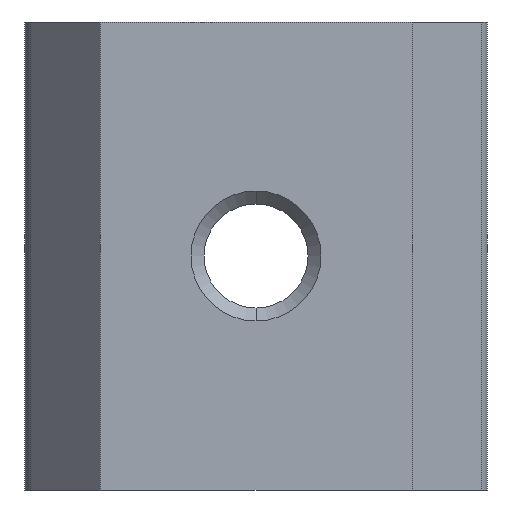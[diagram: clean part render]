
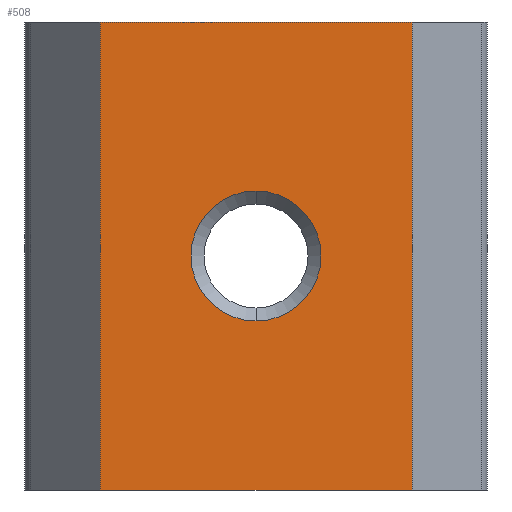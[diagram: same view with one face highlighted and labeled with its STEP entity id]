
A CAD part, front view. The second image highlights one B-rep face of the part: STEP entity #508.
In plain terms, the highlighted planar face has unit normal (0, -1, 0).
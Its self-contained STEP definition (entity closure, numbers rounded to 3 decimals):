
#2 = CARTESIAN_POINT ( 'NONE',  ( -6., -8.5, 9. ) ) ;
#9 = LINE ( 'NONE', #212, #309 ) ;
#13 = VERTEX_POINT ( 'NONE', #156 ) ;
#15 = ORIENTED_EDGE ( 'NONE', *, *, #533, .T. ) ;
#42 = VERTEX_POINT ( 'NONE', #359 ) ;
#65 = DIRECTION ( 'NONE',  ( 0., 0., 1. ) ) ;
#80 = VERTEX_POINT ( 'NONE', #227 ) ;
#95 = DIRECTION ( 'NONE',  ( 1., 0., 0. ) ) ;
#108 = LINE ( 'NONE', #233, #325 ) ;
#111 = FACE_OUTER_BOUND ( 'NONE', #476, .T. ) ;
#125 = EDGE_CURVE ( 'NONE', #379, #80, #613, .T. ) ;
#156 = CARTESIAN_POINT ( 'NONE',  ( 6., -8.5, 9. ) ) ;
#186 = VERTEX_POINT ( 'NONE', #2 ) ;
#190 = AXIS2_PLACEMENT_3D ( 'NONE', #211, #259, #65 ) ;
#211 = CARTESIAN_POINT ( 'NONE',  ( 0., -8.5, 0. ) ) ;
#212 = CARTESIAN_POINT ( 'NONE',  ( -6., -8.5, 9. ) ) ;
#214 = CARTESIAN_POINT ( 'NONE',  ( -6., -8.5, 9. ) ) ;
#221 = DIRECTION ( 'NONE',  ( 0., 0., -1. ) ) ;
#226 = VECTOR ( 'NONE', #548, 1000. ) ;
#227 = CARTESIAN_POINT ( 'NONE',  ( 6., -8.5, -9. ) ) ;
#233 = CARTESIAN_POINT ( 'NONE',  ( -6., -8.5, 9. ) ) ;
#259 = DIRECTION ( 'NONE',  ( 0., 1., 0. ) ) ;
#261 = LINE ( 'NONE', #448, #226 ) ;
#266 = VECTOR ( 'NONE', #95, 1000. ) ;
#284 = ORIENTED_EDGE ( 'NONE', *, *, #125, .T. ) ;
#296 = EDGE_CURVE ( 'NONE', #186, #13, #108, .T. ) ;
#309 = VECTOR ( 'NONE', #221, 1000. ) ;
#315 = DIRECTION ( 'NONE',  ( 0., 1., 0. ) ) ;
#325 = VECTOR ( 'NONE', #373, 1000. ) ;
#329 = ORIENTED_EDGE ( 'NONE', *, *, #480, .T. ) ;
#330 = EDGE_LOOP ( 'NONE', ( #469, #329 ) ) ;
#346 = CARTESIAN_POINT ( 'NONE',  ( 0., -8.5, 2.5 ) ) ;
#354 = CARTESIAN_POINT ( 'NONE',  ( 0., -8.5, 0. ) ) ;
#359 = CARTESIAN_POINT ( 'NONE',  ( 0., -8.5, -2.5 ) ) ;
#373 = DIRECTION ( 'NONE',  ( 1., 0., 0. ) ) ;
#379 = VERTEX_POINT ( 'NONE', #432 ) ;
#402 = DIRECTION ( 'NONE',  ( 0., 1., 0. ) ) ;
#427 = EDGE_CURVE ( 'NONE', #42, #558, #490, .T. ) ;
#432 = CARTESIAN_POINT ( 'NONE',  ( -6., -8.5, -9. ) ) ;
#441 = ORIENTED_EDGE ( 'NONE', *, *, #296, .F. ) ;
#442 = DIRECTION ( 'NONE',  ( 0., 0., 1. ) ) ;
#448 = CARTESIAN_POINT ( 'NONE',  ( 6., -8.5, 9. ) ) ;
#451 = EDGE_CURVE ( 'NONE', #13, #80, #261, .T. ) ;
#456 = CIRCLE ( 'NONE', #626, 2.5 ) ;
#469 = ORIENTED_EDGE ( 'NONE', *, *, #427, .T. ) ;
#476 = EDGE_LOOP ( 'NONE', ( #284, #565, #441, #15 ) ) ;
#480 = EDGE_CURVE ( 'NONE', #558, #42, #456, .T. ) ;
#490 = CIRCLE ( 'NONE', #190, 2.5 ) ;
#491 = PLANE ( 'NONE',  #596 ) ;
#501 = FACE_BOUND ( 'NONE', #330, .T. ) ;
#508 = ADVANCED_FACE ( 'NONE', ( #501, #111 ), #491, .F. ) ;
#517 = CARTESIAN_POINT ( 'NONE',  ( -6., -8.5, -9. ) ) ;
#533 = EDGE_CURVE ( 'NONE', #186, #379, #9, .T. ) ;
#548 = DIRECTION ( 'NONE',  ( 0., 0., -1. ) ) ;
#558 = VERTEX_POINT ( 'NONE', #346 ) ;
#565 = ORIENTED_EDGE ( 'NONE', *, *, #451, .F. ) ;
#593 = DIRECTION ( 'NONE',  ( 0., 0., 1. ) ) ;
#596 = AXIS2_PLACEMENT_3D ( 'NONE', #214, #402, #442 ) ;
#613 = LINE ( 'NONE', #517, #266 ) ;
#626 = AXIS2_PLACEMENT_3D ( 'NONE', #354, #315, #593 ) ;
